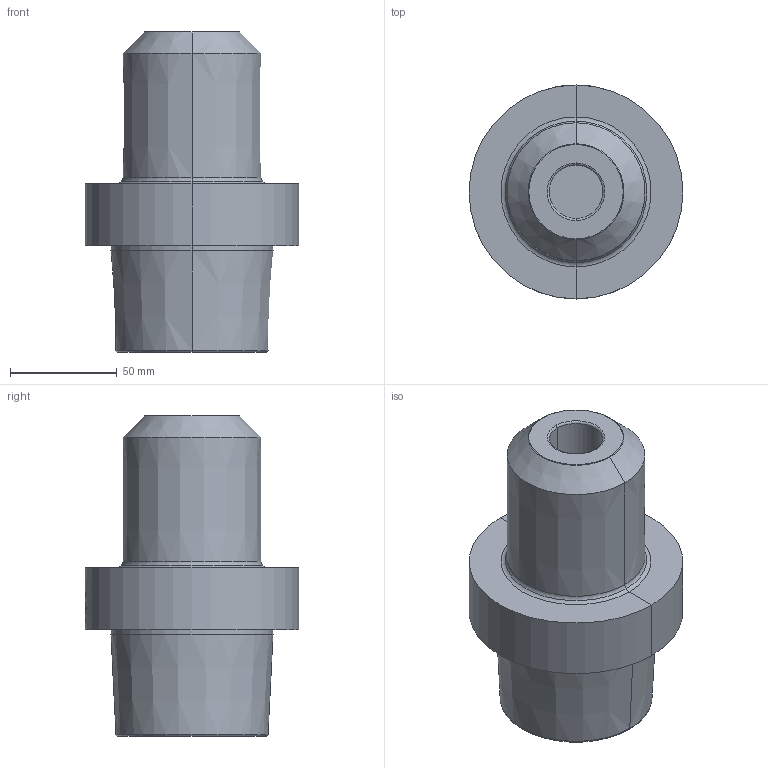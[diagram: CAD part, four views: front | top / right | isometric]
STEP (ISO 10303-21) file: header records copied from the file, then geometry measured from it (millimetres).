
FILE_DESCRIPTION((''),'2;1');
FILE_NAME('285800-000-00-CD1','2012-04-27T',('schmiedtm'),(''),'PRO/ENGINEER BY PARAMETRIC TECHNOLOGY CORPORATION, 2011220','PRO/ENGINEER BY PARAMETRIC TECHNOLOGY CORPORATION, 2011220','');
FILE_SCHEMA(('AUTOMOTIVE_DESIGN_CC2 { 1 2 10303 214 -1 1 5 2 }'));
Length unit declared in the file: millimetre
Products named in the file (1): 285800-000-00-CD1
Bounding box: 100 x 100 x 149.9 mm (x, y, z)
Volume: 475445.7 mm3; surface area: 65695.4 mm2
Topology: 1 solids, 1 shells, 979 faces, 2849 edges, 1919 vertices
Faces by surface type: plane 882, cylinder 58, torus 18, cone 14, extrusion 7
Entity records: 41113 total; most frequent: CARTESIAN_POINT 8796, ORIENTED_EDGE 5514, DIRECTION 3741, PRESENTATION_STYLE_ASSIGNMENT 2884, STYLED_ITEM 2858, CURVE_STYLE 2855, EDGE_CURVE 2757, VERTEX_POINT 1826
